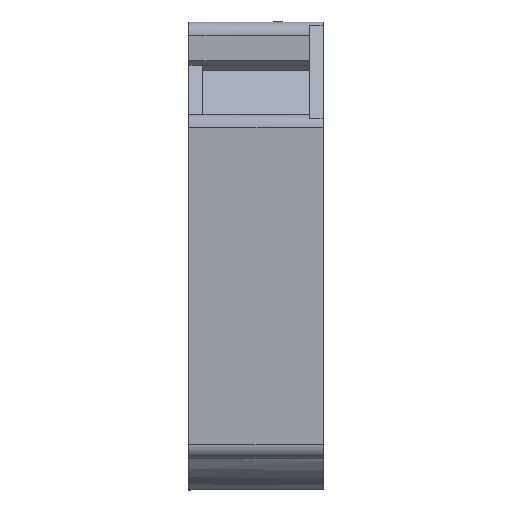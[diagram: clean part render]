
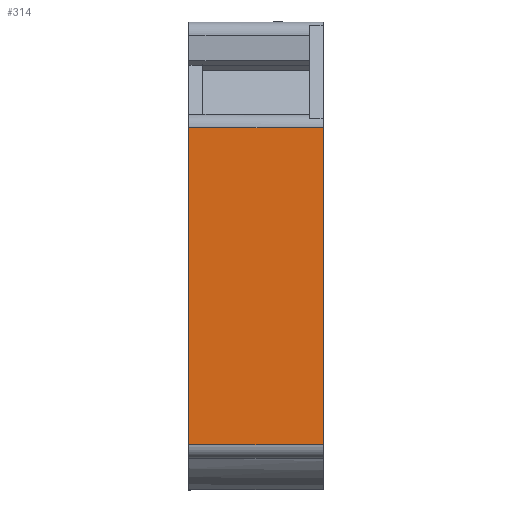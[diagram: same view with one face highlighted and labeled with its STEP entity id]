
A CAD part, left-side view. The second image highlights one B-rep face of the part: STEP entity #314.
In plain terms, the highlighted face is planar.
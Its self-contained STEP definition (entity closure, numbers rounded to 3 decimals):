
#28 = LINE ( 'NONE', #1940, #703 ) ;
#29 = AXIS2_PLACEMENT_3D ( 'NONE', #3843, #3442, #94 ) ;
#78 = CARTESIAN_POINT ( 'NONE',  ( 0., 2.9, -3.358 ) ) ;
#94 = DIRECTION ( 'NONE',  ( 0., 0., 1. ) ) ;
#314 = ADVANCED_FACE ( 'NONE', ( #754 ), #2400, .F. ) ;
#424 = ORIENTED_EDGE ( 'NONE', *, *, #1470, .F. ) ;
#568 = VERTEX_POINT ( 'NONE', #3082 ) ;
#644 = EDGE_CURVE ( 'NONE', #568, #1262, #28, .T. ) ;
#703 = VECTOR ( 'NONE', #5337, 1000. ) ;
#754 = FACE_OUTER_BOUND ( 'NONE', #2387, .T. ) ;
#802 = VERTEX_POINT ( 'NONE', #78 ) ;
#960 = EDGE_CURVE ( 'NONE', #5102, #568, #3658, .T. ) ;
#1029 = LINE ( 'NONE', #3373, #4775 ) ;
#1077 = LINE ( 'NONE', #3234, #2858 ) ;
#1262 = VERTEX_POINT ( 'NONE', #4045 ) ;
#1470 = EDGE_CURVE ( 'NONE', #802, #1262, #1029, .T. ) ;
#1770 = ORIENTED_EDGE ( 'NONE', *, *, #3550, .F. ) ;
#1779 = CARTESIAN_POINT ( 'NONE',  ( 0., 2.9, 20.15 ) ) ;
#1933 = DIRECTION ( 'NONE',  ( 0., 0., -1. ) ) ;
#1940 = CARTESIAN_POINT ( 'NONE',  ( 9.95, 2.9, 20.15 ) ) ;
#2387 = EDGE_LOOP ( 'NONE', ( #5080, #424, #1770, #2974 ) ) ;
#2400 = PLANE ( 'NONE',  #29 ) ;
#2499 = CARTESIAN_POINT ( 'NONE',  ( 0., 2.9, 20.15 ) ) ;
#2858 = VECTOR ( 'NONE', #1933, 1000. ) ;
#2974 = ORIENTED_EDGE ( 'NONE', *, *, #960, .T. ) ;
#3028 = DIRECTION ( 'NONE',  ( 1., 0., 0. ) ) ;
#3082 = CARTESIAN_POINT ( 'NONE',  ( 9.95, 2.9, 20.15 ) ) ;
#3234 = CARTESIAN_POINT ( 'NONE',  ( 0., 2.9, 20.15 ) ) ;
#3373 = CARTESIAN_POINT ( 'NONE',  ( 0., 2.9, -3.358 ) ) ;
#3442 = DIRECTION ( 'NONE',  ( 0., -1., 0. ) ) ;
#3550 = EDGE_CURVE ( 'NONE', #5102, #802, #1077, .T. ) ;
#3658 = LINE ( 'NONE', #2499, #4770 ) ;
#3843 = CARTESIAN_POINT ( 'NONE',  ( 0., 2.9, 20.15 ) ) ;
#4045 = CARTESIAN_POINT ( 'NONE',  ( 9.95, 2.9, -3.358 ) ) ;
#4770 = VECTOR ( 'NONE', #5302, 1000. ) ;
#4775 = VECTOR ( 'NONE', #3028, 1000. ) ;
#5080 = ORIENTED_EDGE ( 'NONE', *, *, #644, .T. ) ;
#5102 = VERTEX_POINT ( 'NONE', #1779 ) ;
#5302 = DIRECTION ( 'NONE',  ( 1., 0., 0. ) ) ;
#5337 = DIRECTION ( 'NONE',  ( 0., 0., -1. ) ) ;
